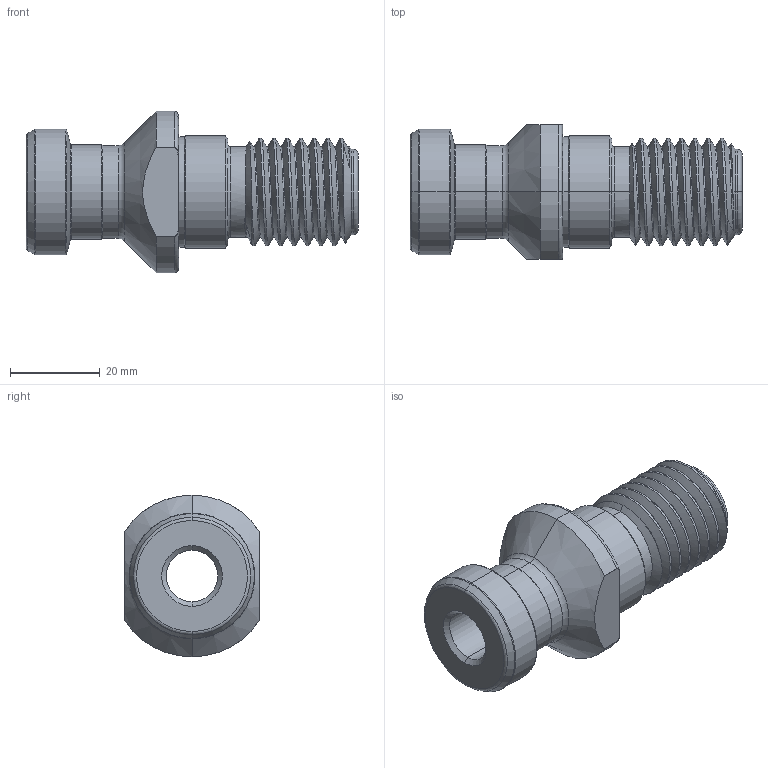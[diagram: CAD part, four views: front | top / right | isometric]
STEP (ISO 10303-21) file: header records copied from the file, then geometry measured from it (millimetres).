
FILE_DESCRIPTION (( 'STEP AP203' ), '1' );
FILE_NAME ('502.20.24.STEP', '2020-04-03T00:49:06', ( 'User' ), ( 'China' ), 'SwSTEP 2.0', 'SolidWorks 2016', '' );
FILE_SCHEMA (( 'CONFIG_CONTROL_DESIGN' ));
Length unit declared in the file: millimetre
Products named in the file (1): 502.20.24
Bounding box: 74 x 30 x 36 mm (x, y, z)
Volume: 27660.3 mm3; surface area: 11143 mm2
Topology: 1 solids, 1 shells, 97 faces, 224 edges, 132 vertices
Faces by surface type: cylinder 40, cone 23, torus 19, plane 8, bspline 7
Entity records: 5155 total; most frequent: CARTESIAN_POINT 2991, ORIENTED_EDGE 448, DIRECTION 444, EDGE_CURVE 224, AXIS2_PLACEMENT_3D 189, VERTEX_POINT 132, EDGE_LOOP 102, CIRCLE 98
